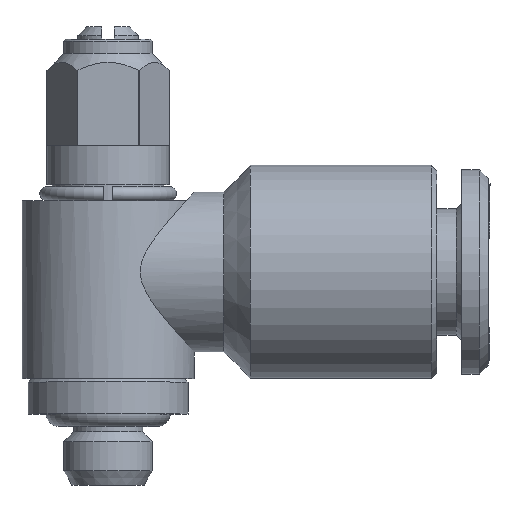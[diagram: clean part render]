
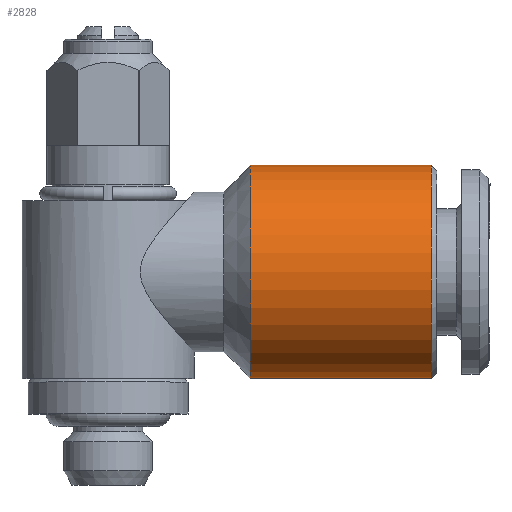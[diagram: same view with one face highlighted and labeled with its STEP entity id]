
A CAD part, top view. The second image highlights one B-rep face of the part: STEP entity #2828.
In plain terms, the highlighted cylindrical face has radius 6 mm (diameter 12 mm), a full revolution.
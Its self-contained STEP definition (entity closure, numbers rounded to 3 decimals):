
#35=CYLINDRICAL_SURFACE('',#4288,6.);
#111=CIRCLE('',#4289,6.);
#112=CIRCLE('',#4290,6.);
#783=ORIENTED_EDGE('',*,*,#1562,.T.);
#784=ORIENTED_EDGE('',*,*,#1563,.F.);
#1562=EDGE_CURVE('',#1948,#1948,#111,.T.);
#1563=EDGE_CURVE('',#1949,#1949,#112,.T.);
#1948=VERTEX_POINT('',#6342);
#1949=VERTEX_POINT('',#6344);
#2261=EDGE_LOOP('',(#783));
#2262=EDGE_LOOP('',(#784));
#2497=FACE_BOUND('',#2261,.T.);
#2498=FACE_BOUND('',#2262,.T.);
#2828=ADVANCED_FACE('',(#2497,#2498),#35,.T.);
#4288=AXIS2_PLACEMENT_3D('',#6340,#4612,#4613);
#4289=AXIS2_PLACEMENT_3D('',#6341,#4614,#4615);
#4290=AXIS2_PLACEMENT_3D('',#6343,#4616,#4617);
#4612=DIRECTION('',(1.,0.,0.));
#4613=DIRECTION('',(0.,0.,1.));
#4614=DIRECTION('',(-1.,0.,0.));
#4615=DIRECTION('',(0.,0.,1.));
#4616=DIRECTION('',(-1.,0.,0.));
#4617=DIRECTION('',(0.,0.,1.));
#6340=CARTESIAN_POINT('',(-5.577,12.,0.));
#6341=CARTESIAN_POINT('',(18.2,12.,0.));
#6342=CARTESIAN_POINT('',(18.2,12.,6.));
#6343=CARTESIAN_POINT('',(8.,12.,0.));
#6344=CARTESIAN_POINT('',(8.,12.,6.));
